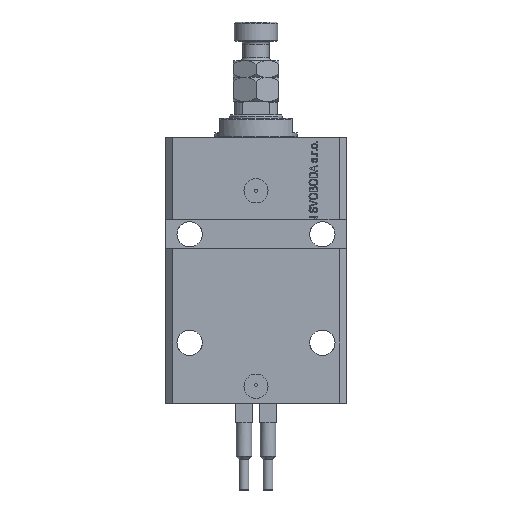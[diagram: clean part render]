
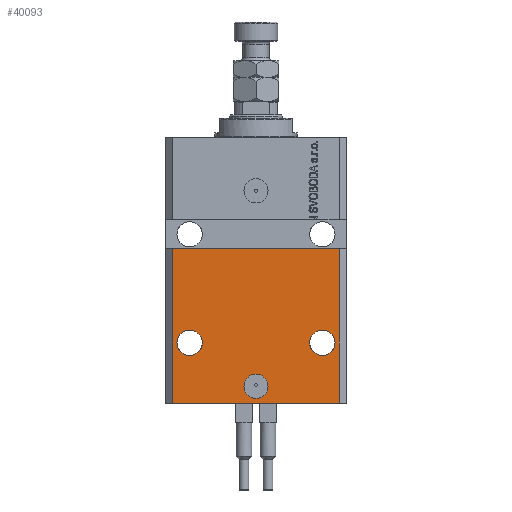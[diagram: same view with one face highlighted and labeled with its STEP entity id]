
A CAD part, front view. The second image highlights one B-rep face of the part: STEP entity #40093.
In plain terms, the highlighted planar face has unit normal (0, -1, 0).
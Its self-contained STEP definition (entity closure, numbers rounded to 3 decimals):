
#461 = FACE_OUTER_BOUND ( 'NONE', #46220, .T. ) ;
#1347 = DIRECTION ( 'NONE',  ( 1., 0., 0. ) ) ;
#1531 = CIRCLE ( 'NONE', #16981, 5.25 ) ;
#1796 = CARTESIAN_POINT ( 'NONE',  ( -22.25, -27.5, -85. ) ) ;
#2747 = EDGE_CURVE ( 'NONE', #20793, #6133, #14400, .T. ) ;
#3331 = CARTESIAN_POINT ( 'NONE',  ( -32.75, -27.5, -85. ) ) ;
#3538 = FACE_BOUND ( 'NONE', #43263, .T. ) ;
#3554 = ORIENTED_EDGE ( 'NONE', *, *, #14551, .F. ) ;
#4297 = FACE_BOUND ( 'NONE', #28874, .T. ) ;
#4461 = DIRECTION ( 'NONE',  ( 0., 0., 1. ) ) ;
#4728 = DIRECTION ( 'NONE',  ( 1., 0., 0. ) ) ;
#5851 = EDGE_CURVE ( 'NONE', #26657, #24056, #32282, .T. ) ;
#5931 = EDGE_CURVE ( 'NONE', #46526, #11104, #5942, .T. ) ;
#5942 = LINE ( 'NONE', #25284, #38781 ) ;
#6133 = VERTEX_POINT ( 'NONE', #1796 ) ;
#6828 = CIRCLE ( 'NONE', #27181, 5. ) ;
#6936 = DIRECTION ( 'NONE',  ( 0., -1., 0. ) ) ;
#6941 = ORIENTED_EDGE ( 'NONE', *, *, #5851, .F. ) ;
#7370 = FACE_BOUND ( 'NONE', #23400, .T. ) ;
#7402 = VECTOR ( 'NONE', #4461, 1000. ) ;
#7613 = DIRECTION ( 'NONE',  ( 0., -1., 0. ) ) ;
#7989 = DIRECTION ( 'NONE',  ( 1., 0., 0. ) ) ;
#9170 = EDGE_CURVE ( 'NONE', #22596, #20714, #1531, .T. ) ;
#9533 = AXIS2_PLACEMENT_3D ( 'NONE', #11813, #27337, #7989 ) ;
#11104 = VERTEX_POINT ( 'NONE', #19771 ) ;
#11179 = DIRECTION ( 'NONE',  ( 0., 0., -1. ) ) ;
#11437 = CARTESIAN_POINT ( 'NONE',  ( -34.5, -27.5, -110. ) ) ;
#11813 = CARTESIAN_POINT ( 'NONE',  ( 0., -27.5, -103. ) ) ;
#11976 = AXIS2_PLACEMENT_3D ( 'NONE', #24323, #25515, #36257 ) ;
#12098 = LINE ( 'NONE', #19974, #7402 ) ;
#12541 = VECTOR ( 'NONE', #28828, 1000. ) ;
#14298 = CARTESIAN_POINT ( 'NONE',  ( -37.5, -27.5, -46. ) ) ;
#14400 = CIRCLE ( 'NONE', #11976, 5.25 ) ;
#14551 = EDGE_CURVE ( 'NONE', #46526, #49763, #42494, .T. ) ;
#16981 = AXIS2_PLACEMENT_3D ( 'NONE', #17647, #6936, #25782 ) ;
#17647 = CARTESIAN_POINT ( 'NONE',  ( 27.5, -27.5, -85. ) ) ;
#17933 = VECTOR ( 'NONE', #26712, 1000. ) ;
#19372 = AXIS2_PLACEMENT_3D ( 'NONE', #36070, #48047, #28684 ) ;
#19771 = CARTESIAN_POINT ( 'NONE',  ( 34.5, -27.5, -110. ) ) ;
#19974 = CARTESIAN_POINT ( 'NONE',  ( 34.5, -27.5, -110. ) ) ;
#20340 = VERTEX_POINT ( 'NONE', #25858 ) ;
#20485 = ORIENTED_EDGE ( 'NONE', *, *, #9170, .F. ) ;
#20714 = VERTEX_POINT ( 'NONE', #48479 ) ;
#20793 = VERTEX_POINT ( 'NONE', #3331 ) ;
#21355 = EDGE_CURVE ( 'NONE', #11104, #20340, #12098, .T. ) ;
#22304 = CARTESIAN_POINT ( 'NONE',  ( -5., -27.5, -103. ) ) ;
#22596 = VERTEX_POINT ( 'NONE', #41869 ) ;
#23400 = EDGE_LOOP ( 'NONE', ( #30480, #45906 ) ) ;
#23807 = ORIENTED_EDGE ( 'NONE', *, *, #5931, .T. ) ;
#24056 = VERTEX_POINT ( 'NONE', #22304 ) ;
#24323 = CARTESIAN_POINT ( 'NONE',  ( -27.5, -27.5, -85. ) ) ;
#24487 = CARTESIAN_POINT ( 'NONE',  ( 5., -27.5, -103. ) ) ;
#25284 = CARTESIAN_POINT ( 'NONE',  ( -34.5, -27.5, -110. ) ) ;
#25515 = DIRECTION ( 'NONE',  ( 0., -1., 0. ) ) ;
#25782 = DIRECTION ( 'NONE',  ( 1., 0., 0. ) ) ;
#25858 = CARTESIAN_POINT ( 'NONE',  ( 34.5, -27.5, -46. ) ) ;
#26630 = DIRECTION ( 'NONE',  ( 0., -1., 0. ) ) ;
#26657 = VERTEX_POINT ( 'NONE', #24487 ) ;
#26712 = DIRECTION ( 'NONE',  ( 0., 0., 1. ) ) ;
#27181 = AXIS2_PLACEMENT_3D ( 'NONE', #46235, #26630, #34261 ) ;
#27337 = DIRECTION ( 'NONE',  ( 0., -1., 0. ) ) ;
#27453 = PLANE ( 'NONE',  #41959 ) ;
#28684 = DIRECTION ( 'NONE',  ( -1., 0., 0. ) ) ;
#28828 = DIRECTION ( 'NONE',  ( 1., 0., 0. ) ) ;
#28874 = EDGE_LOOP ( 'NONE', ( #6941, #34553 ) ) ;
#30480 = ORIENTED_EDGE ( 'NONE', *, *, #47944, .F. ) ;
#31674 = ORIENTED_EDGE ( 'NONE', *, *, #35476, .F. ) ;
#31868 = ORIENTED_EDGE ( 'NONE', *, *, #21355, .T. ) ;
#32282 = CIRCLE ( 'NONE', #9533, 5. ) ;
#33150 = LINE ( 'NONE', #14298, #12541 ) ;
#34038 = EDGE_CURVE ( 'NONE', #20714, #22596, #34541, .T. ) ;
#34261 = DIRECTION ( 'NONE',  ( 1., 0., 0. ) ) ;
#34541 = CIRCLE ( 'NONE', #45133, 5.25 ) ;
#34553 = ORIENTED_EDGE ( 'NONE', *, *, #35011, .F. ) ;
#35011 = EDGE_CURVE ( 'NONE', #24056, #26657, #6828, .T. ) ;
#35476 = EDGE_CURVE ( 'NONE', #49763, #20340, #33150, .T. ) ;
#35765 = DIRECTION ( 'NONE',  ( 0., -1., 0. ) ) ;
#36070 = CARTESIAN_POINT ( 'NONE',  ( -27.5, -27.5, -85. ) ) ;
#36257 = DIRECTION ( 'NONE',  ( -1., 0., 0. ) ) ;
#38781 = VECTOR ( 'NONE', #1347, 1000. ) ;
#40093 = ADVANCED_FACE ( 'NONE', ( #4297, #3538, #7370, #461 ), #27453, .T. ) ;
#41869 = CARTESIAN_POINT ( 'NONE',  ( 32.75, -27.5, -85. ) ) ;
#41959 = AXIS2_PLACEMENT_3D ( 'NONE', #11437, #7613, #11179 ) ;
#42494 = LINE ( 'NONE', #50402, #17933 ) ;
#43263 = EDGE_LOOP ( 'NONE', ( #20485, #46662 ) ) ;
#45133 = AXIS2_PLACEMENT_3D ( 'NONE', #50059, #35765, #4728 ) ;
#45906 = ORIENTED_EDGE ( 'NONE', *, *, #2747, .F. ) ;
#46220 = EDGE_LOOP ( 'NONE', ( #31674, #3554, #23807, #31868 ) ) ;
#46235 = CARTESIAN_POINT ( 'NONE',  ( 0., -27.5, -103. ) ) ;
#46526 = VERTEX_POINT ( 'NONE', #49817 ) ;
#46662 = ORIENTED_EDGE ( 'NONE', *, *, #34038, .F. ) ;
#47944 = EDGE_CURVE ( 'NONE', #6133, #20793, #48646, .T. ) ;
#48047 = DIRECTION ( 'NONE',  ( 0., -1., 0. ) ) ;
#48479 = CARTESIAN_POINT ( 'NONE',  ( 22.25, -27.5, -85. ) ) ;
#48646 = CIRCLE ( 'NONE', #19372, 5.25 ) ;
#49646 = CARTESIAN_POINT ( 'NONE',  ( -34.5, -27.5, -46. ) ) ;
#49763 = VERTEX_POINT ( 'NONE', #49646 ) ;
#49817 = CARTESIAN_POINT ( 'NONE',  ( -34.5, -27.5, -110. ) ) ;
#50059 = CARTESIAN_POINT ( 'NONE',  ( 27.5, -27.5, -85. ) ) ;
#50402 = CARTESIAN_POINT ( 'NONE',  ( -34.5, -27.5, -110. ) ) ;
